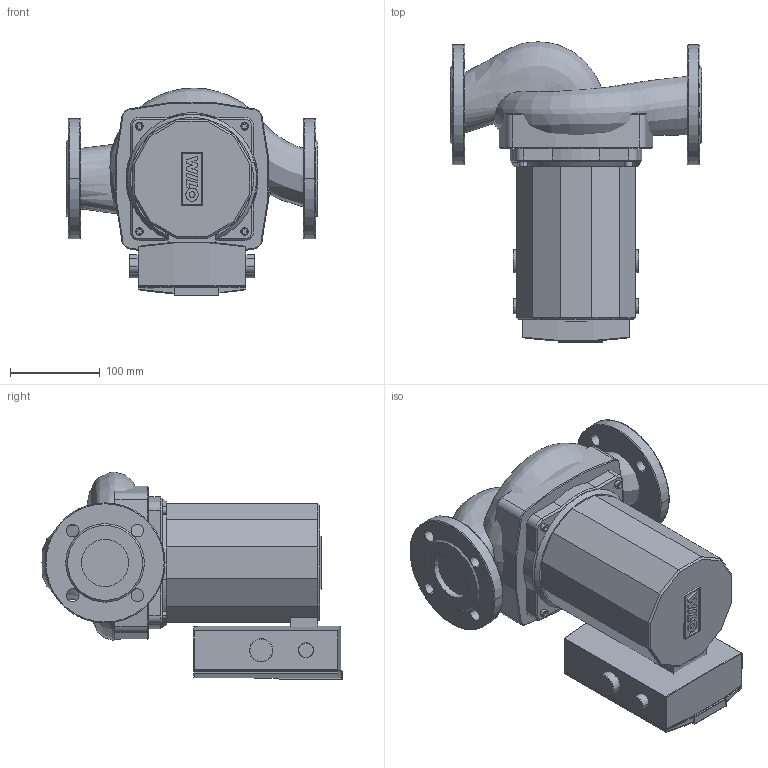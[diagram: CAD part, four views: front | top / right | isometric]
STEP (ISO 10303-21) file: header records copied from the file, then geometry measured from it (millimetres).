
FILE_DESCRIPTION((''),'2;1');
FILE_NAME('3d_TOP-S 2x40 208_230V-2067581.stp','2009-12-21T09:00:32',(''),(''),'Mechanical Desktop 2008','Mechanical Desktop 2008',', , ');
FILE_SCHEMA(('CONFIG_CONTROL_DESIGN'));
Length unit declared in the file: inch
Products named in the file (1): Product
Bounding box: 279.4 x 333.66 x 231.19 mm (x, y, z)
Volume: 7182337.9 mm3; surface area: 450359.3 mm2
Topology: 11 solids, 11 shells, 391 faces, 915 edges, 550 vertices
Faces by surface type: plane 182, cylinder 93, bspline 44, cone 28, torus 22, sphere 22
Entity records: 17795 total; most frequent: CARTESIAN_POINT 8809, DIRECTION 1900, ORIENTED_EDGE 1802, EDGE_CURVE 901, AXIS2_PLACEMENT_3D 701, VERTEX_POINT 550, VECTOR 498, LINE 498
